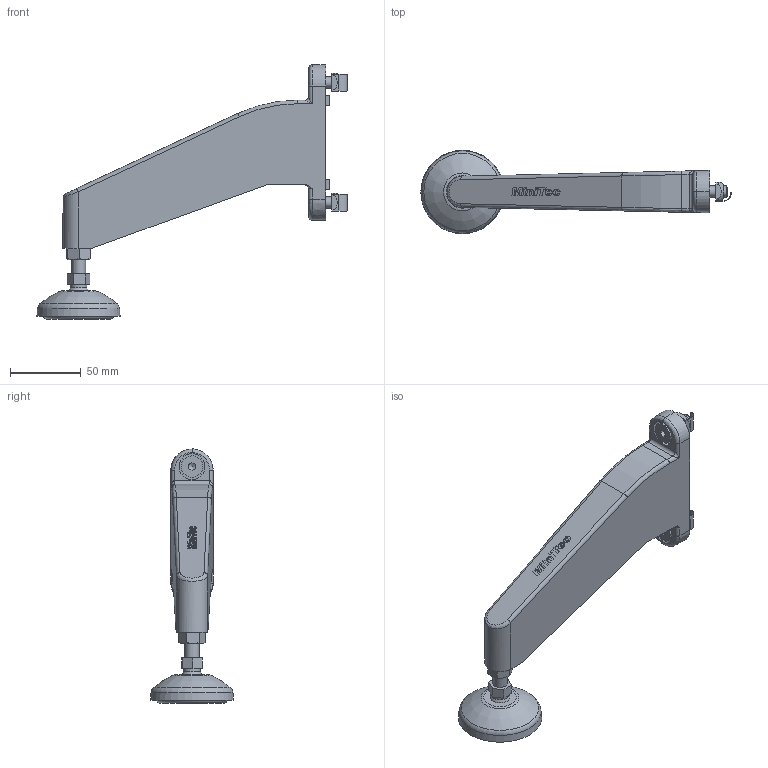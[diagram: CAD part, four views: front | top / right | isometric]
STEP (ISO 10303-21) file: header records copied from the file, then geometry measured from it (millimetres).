
FILE_DESCRIPTION(/* description */ (''),/* implementation_level */ '2;1');
FILE_NAME(/* name */ '290783-0.step',/* time_stamp */ '2021-09-06T08:50:53+02:00',/* author */ ('MuellerJ'),/* organization */ (''),/* preprocessor_version */ 'ST-DEVELOPER v18.1',/* originating_system */ 'Autodesk Inventor 2021',/* authorisation */ '');
FILE_SCHEMA (('AUTOMOTIVE_DESIGN { 1 0 10303 214 3 1 1 }'));
Length unit declared in the file: millimetre
Products named in the file (10): MTW_1-00122356; leer; 21-2191-1FZ.001; leer_1; 21-1351-2FZ.005; leer_2; leer_3; 21-2902-0FZ.000; leer_4; leer_5
Assembly tree (11 placements, depth 3):
  MTW_1-00122356
    leer
      21-2191-1FZ.001
      leer_1  x2
      21-1351-2FZ.005  x2
    leer_2
      leer_3
      21-2902-0FZ.000
      leer_4
      leer_5
Bounding box: 219.8 x 59 x 180 mm (x, y, z)
Volume: 176656.6 mm3; surface area: 77885 mm2
Topology: 9 solids, 9 shells, 352 faces, 833 edges, 508 vertices
Faces by surface type: plane 161, cylinder 81, cone 52, bspline 36, sphere 12, torus 10
Full cylindrical faces by diameter (mm): 8 x4, 8.376 x2, 9 x2, 10 x1, 12 x1, 14 x1, 15 x2, 15.24 x2, 50 x1, 51 x1
Entity records: 15829 total; most frequent: CARTESIAN_POINT 8229, DIRECTION 1568, ORIENTED_EDGE 1474, EDGE_CURVE 737, AXIS2_PLACEMENT_3D 571, VERTEX_POINT 452, LINE 426, VECTOR 426
